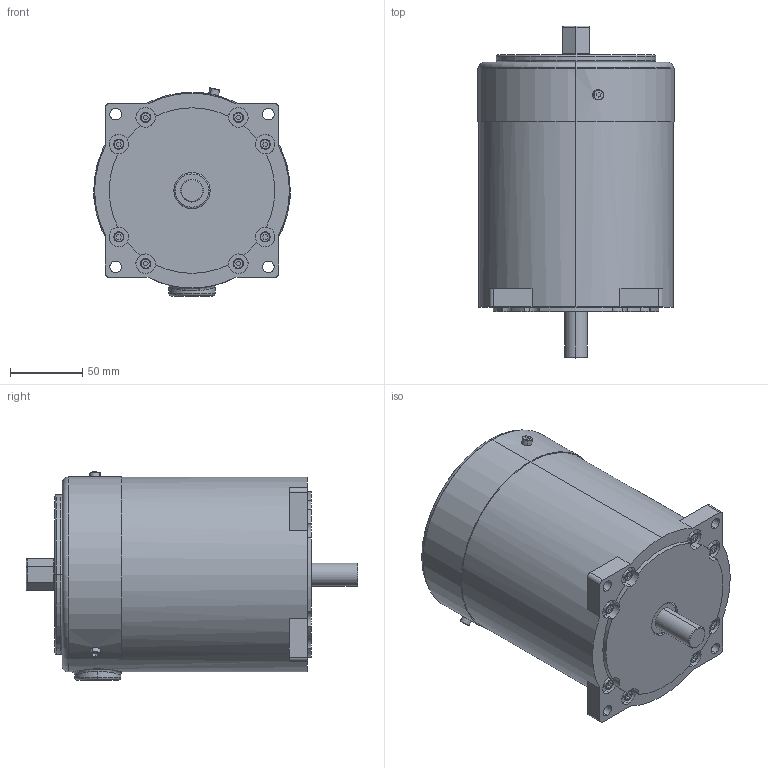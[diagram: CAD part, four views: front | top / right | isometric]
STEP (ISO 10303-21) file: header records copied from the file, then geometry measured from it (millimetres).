
FILE_DESCRIPTION (( 'STEP AP214' ), '1' );
FILE_NAME ('HX56-100_RevD_Solid_Cap.STEP', '2022-09-06T21:59:00', ( '' ), ( '' ), 'SwSTEP 2.0', 'SolidWorks 2017', '' );
FILE_SCHEMA (( 'AUTOMOTIVE_DESIGN' ));
Length unit declared in the file: millimetre
Products named in the file (1): HX56-100_RevD_Solid_Cap
Bounding box: 135.58 x 229.2 x 143.82 mm (x, y, z)
Volume: 2357035.1 mm3; surface area: 189144.4 mm2
Topology: 6 solids, 18 shells, 1383 faces, 3617 edges, 2322 vertices
Faces by surface type: plane 611, cylinder 509, torus 132, bspline 80, cone 47, sphere 4
Entity records: 74858 total; most frequent: CARTESIAN_POINT 27465, ORIENTED_EDGE 7178, DIRECTION 6350, EDGE_CURVE 3589, AXIS2_PLACEMENT_3D 2386, VERTEX_POINT 2322, VECTOR 1578, LINE 1578
